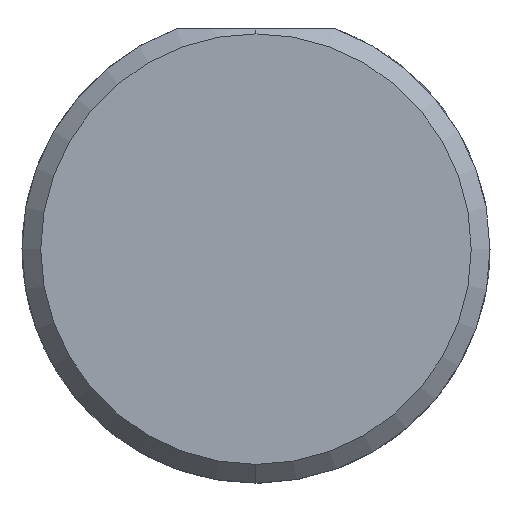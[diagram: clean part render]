
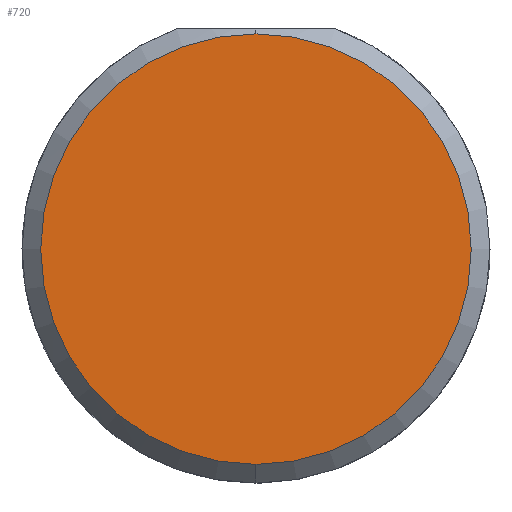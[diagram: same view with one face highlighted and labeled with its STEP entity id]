
A CAD part, left-side view. The second image highlights one B-rep face of the part: STEP entity #720.
In plain terms, the highlighted planar face has unit normal (-1, 0, 0).
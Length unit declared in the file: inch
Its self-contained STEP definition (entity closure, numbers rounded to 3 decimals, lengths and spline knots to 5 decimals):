
#21 = FACE_OUTER_BOUND ( 'NONE', #393, .T. ) ;
#27 = DIRECTION ( 'NONE',  ( 1., 0., 0. ) ) ;
#46 = CARTESIAN_POINT ( 'NONE',  ( 0., 0., 0. ) ) ;
#94 = VERTEX_POINT ( 'NONE', #583 ) ;
#116 = CIRCLE ( 'NONE', #469, 0.17235 ) ;
#157 = CARTESIAN_POINT ( 'NONE',  ( 0., 0., 0. ) ) ;
#164 = CARTESIAN_POINT ( 'NONE',  ( 0., 0., -0.17235 ) ) ;
#191 = EDGE_CURVE ( 'NONE', #479, #94, #116, .T. ) ;
#217 = DIRECTION ( 'NONE',  ( 0., 0., -1. ) ) ;
#222 = DIRECTION ( 'NONE',  ( 0., 0., -1. ) ) ;
#240 = ORIENTED_EDGE ( 'NONE', *, *, #191, .T. ) ;
#319 = ORIENTED_EDGE ( 'NONE', *, *, #724, .T. ) ;
#372 = AXIS2_PLACEMENT_3D ( 'NONE', #157, #466, #217 ) ;
#393 = EDGE_LOOP ( 'NONE', ( #240, #319 ) ) ;
#466 = DIRECTION ( 'NONE',  ( -1., 0., 0. ) ) ;
#469 = AXIS2_PLACEMENT_3D ( 'NONE', #487, #476, #222 ) ;
#476 = DIRECTION ( 'NONE',  ( -1., 0., 0. ) ) ;
#479 = VERTEX_POINT ( 'NONE', #164 ) ;
#487 = CARTESIAN_POINT ( 'NONE',  ( 0., 0., 0. ) ) ;
#583 = CARTESIAN_POINT ( 'NONE',  ( 0., 0., 0.17235 ) ) ;
#677 = AXIS2_PLACEMENT_3D ( 'NONE', #46, #27, #791 ) ;
#720 = ADVANCED_FACE ( 'NONE', ( #21 ), #722, .F. ) ;
#722 = PLANE ( 'NONE',  #677 ) ;
#724 = EDGE_CURVE ( 'NONE', #94, #479, #788, .T. ) ;
#788 = CIRCLE ( 'NONE', #372, 0.17235 ) ;
#791 = DIRECTION ( 'NONE',  ( 0., 0., -1. ) ) ;
